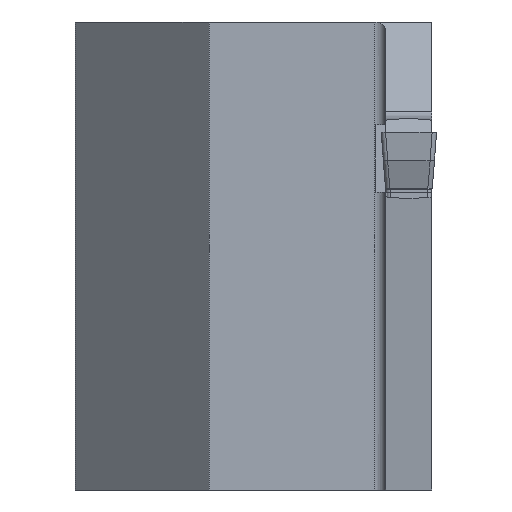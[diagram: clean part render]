
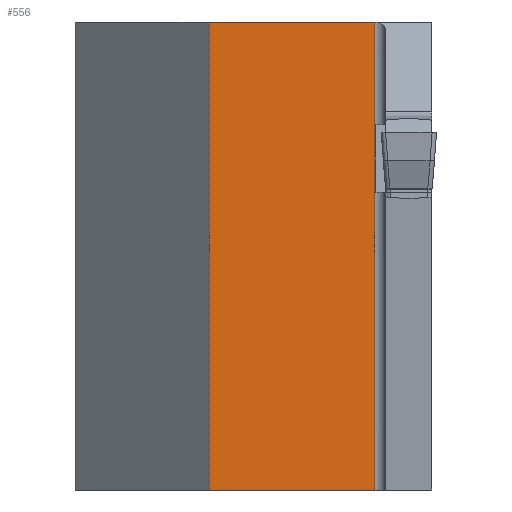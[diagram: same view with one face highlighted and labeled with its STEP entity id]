
A CAD part, left-side view. The second image highlights one B-rep face of the part: STEP entity #556.
In plain terms, the highlighted planar face has unit normal (-1, 0, 0).
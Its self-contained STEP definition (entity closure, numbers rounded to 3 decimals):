
#556=ADVANCED_FACE('',(#668),#622,.T.);
#622=PLANE('',#1718);
#668=FACE_OUTER_BOUND('',#734,.T.);
#734=EDGE_LOOP('',(#1084,#1085,#1086,#1087));
#809=LINE('',#2193,#940);
#816=LINE('',#2206,#947);
#817=LINE('',#2210,#948);
#818=LINE('',#2211,#949);
#940=VECTOR('',#1839,1.);
#947=VECTOR('',#1848,1.);
#948=VECTOR('',#1853,1.);
#949=VECTOR('',#1854,1.);
#1084=ORIENTED_EDGE('',*,*,#1533,.T.);
#1085=ORIENTED_EDGE('',*,*,#1542,.T.);
#1086=ORIENTED_EDGE('',*,*,#1540,.F.);
#1087=ORIENTED_EDGE('',*,*,#1543,.T.);
#1421=VERTEX_POINT('',#2192);
#1422=VERTEX_POINT('',#2194);
#1426=VERTEX_POINT('',#2205);
#1427=VERTEX_POINT('',#2207);
#1533=EDGE_CURVE('',#1422,#1421,#809,.T.);
#1540=EDGE_CURVE('',#1426,#1427,#816,.T.);
#1542=EDGE_CURVE('',#1421,#1427,#817,.T.);
#1543=EDGE_CURVE('',#1426,#1422,#818,.T.);
#1718=AXIS2_PLACEMENT_3D('',#2212,#1855,#1856);
#1839=DIRECTION('',(0.,-1.,0.));
#1848=DIRECTION('',(0.,-1.,0.));
#1853=DIRECTION('',(0.,0.,1.));
#1854=DIRECTION('',(0.,0.,-1.));
#1855=DIRECTION('',(-1.,0.,0.));
#1856=DIRECTION('',(0.,0.,1.));
#2192=CARTESIAN_POINT('',(16.,5.15,-32.));
#2193=CARTESIAN_POINT('',(16.,32.,-32.));
#2194=CARTESIAN_POINT('',(16.,20.,-32.));
#2205=CARTESIAN_POINT('',(16.,20.,10.));
#2206=CARTESIAN_POINT('',(16.,32.,10.));
#2207=CARTESIAN_POINT('',(16.,5.15,10.));
#2210=CARTESIAN_POINT('',(16.,5.15,10.));
#2211=CARTESIAN_POINT('',(16.,20.,10.));
#2212=CARTESIAN_POINT('',(16.,32.,10.));
